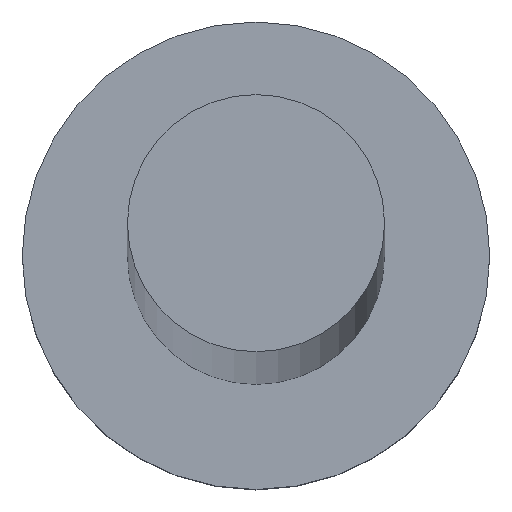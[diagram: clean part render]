
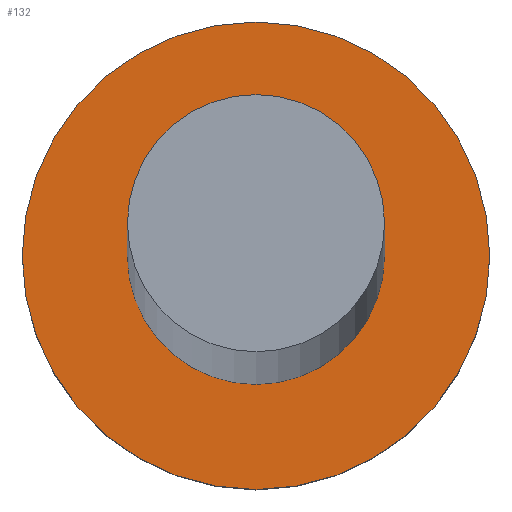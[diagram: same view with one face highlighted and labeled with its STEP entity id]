
A CAD part, top view. The second image highlights one B-rep face of the part: STEP entity #132.
In plain terms, the highlighted planar face has unit normal (0, 0, 1).
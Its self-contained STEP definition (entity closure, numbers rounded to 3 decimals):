
#1 = DIRECTION ( 'NONE',  ( 0., 0., 1. ) ) ;
#7 = CARTESIAN_POINT ( 'NONE',  ( 1.1, 0., 2. ) ) ;
#17 = EDGE_CURVE ( 'NONE', #148, #48, #171, .T. ) ;
#20 = AXIS2_PLACEMENT_3D ( 'NONE', #202, #28, #106 ) ;
#28 = DIRECTION ( 'NONE',  ( 0., 0., 1. ) ) ;
#41 = AXIS2_PLACEMENT_3D ( 'NONE', #166, #142, #201 ) ;
#42 = AXIS2_PLACEMENT_3D ( 'NONE', #77, #1, #153 ) ;
#48 = VERTEX_POINT ( 'NONE', #233 ) ;
#51 = EDGE_LOOP ( 'NONE', ( #222, #205 ) ) ;
#57 = DIRECTION ( 'NONE',  ( 0., 0., 1. ) ) ;
#74 = ORIENTED_EDGE ( 'NONE', *, *, #152, .T. ) ;
#77 = CARTESIAN_POINT ( 'NONE',  ( 0., 0., 2. ) ) ;
#78 = CARTESIAN_POINT ( 'NONE',  ( 2., 0., 2. ) ) ;
#80 = PLANE ( 'NONE',  #214 ) ;
#85 = DIRECTION ( 'NONE',  ( 0., 0., 1. ) ) ;
#86 = CARTESIAN_POINT ( 'NONE',  ( -1.1, 0., 2. ) ) ;
#89 = ORIENTED_EDGE ( 'NONE', *, *, #17, .T. ) ;
#106 = DIRECTION ( 'NONE',  ( 1., 0., 0. ) ) ;
#114 = AXIS2_PLACEMENT_3D ( 'NONE', #135, #85, #163 ) ;
#120 = CIRCLE ( 'NONE', #41, 1.1 ) ;
#127 = CIRCLE ( 'NONE', #20, 1.1 ) ;
#132 = ADVANCED_FACE ( 'NONE', ( #236, #197 ), #80, .T. ) ;
#135 = CARTESIAN_POINT ( 'NONE',  ( 0., 0., 2. ) ) ;
#138 = DIRECTION ( 'NONE',  ( 1., 0., 0. ) ) ;
#142 = DIRECTION ( 'NONE',  ( 0., 0., 1. ) ) ;
#148 = VERTEX_POINT ( 'NONE', #78 ) ;
#152 = EDGE_CURVE ( 'NONE', #48, #148, #195, .T. ) ;
#153 = DIRECTION ( 'NONE',  ( 1., 0., 0. ) ) ;
#157 = CARTESIAN_POINT ( 'NONE',  ( 0., 0., 2. ) ) ;
#163 = DIRECTION ( 'NONE',  ( 1., 0., 0. ) ) ;
#166 = CARTESIAN_POINT ( 'NONE',  ( 0., 0., 2. ) ) ;
#171 = CIRCLE ( 'NONE', #42, 2. ) ;
#184 = VERTEX_POINT ( 'NONE', #7 ) ;
#186 = EDGE_CURVE ( 'NONE', #184, #187, #120, .T. ) ;
#187 = VERTEX_POINT ( 'NONE', #86 ) ;
#195 = CIRCLE ( 'NONE', #114, 2. ) ;
#197 = FACE_OUTER_BOUND ( 'NONE', #203, .T. ) ;
#201 = DIRECTION ( 'NONE',  ( 1., 0., 0. ) ) ;
#202 = CARTESIAN_POINT ( 'NONE',  ( 0., 0., 2. ) ) ;
#203 = EDGE_LOOP ( 'NONE', ( #74, #89 ) ) ;
#205 = ORIENTED_EDGE ( 'NONE', *, *, #186, .F. ) ;
#214 = AXIS2_PLACEMENT_3D ( 'NONE', #157, #57, #138 ) ;
#222 = ORIENTED_EDGE ( 'NONE', *, *, #237, .F. ) ;
#233 = CARTESIAN_POINT ( 'NONE',  ( -2., 0., 2. ) ) ;
#236 = FACE_BOUND ( 'NONE', #51, .T. ) ;
#237 = EDGE_CURVE ( 'NONE', #187, #184, #127, .T. ) ;
